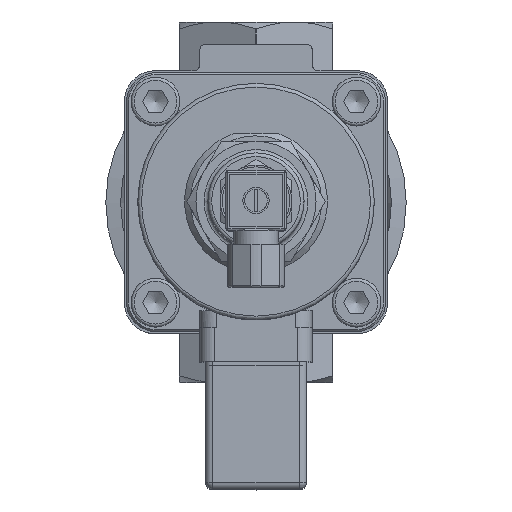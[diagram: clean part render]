
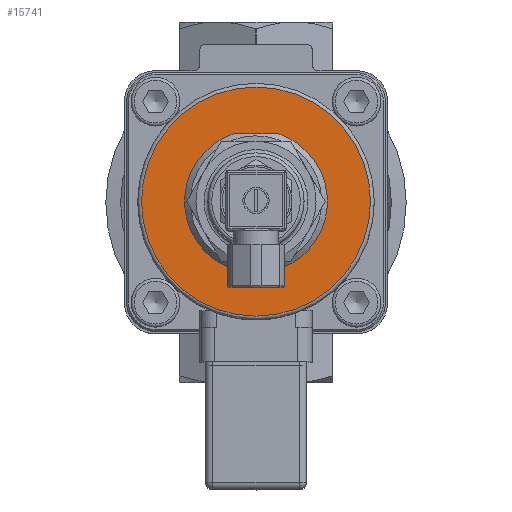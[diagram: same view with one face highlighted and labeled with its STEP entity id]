
A CAD part, top view. The second image highlights one B-rep face of the part: STEP entity #15741.
In plain terms, the highlighted planar face has unit normal (0, 0, 1).
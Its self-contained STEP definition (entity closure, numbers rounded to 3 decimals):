
#1758=FACE_BOUND('',#3001,.T.);
#2028=FACE_OUTER_BOUND('',#3000,.T.);
#3000=EDGE_LOOP('',(#11063));
#3001=EDGE_LOOP('',(#11064,#11065,#11066,#11067));
#4132=CIRCLE('',#16748,19.);
#4134=CIRCLE('',#16752,19.);
#4135=CIRCLE('',#16754,30.5);
#4968=LINE('',#24004,#6044);
#4971=LINE('',#24015,#6047);
#6044=VECTOR('',#18486,12.166);
#6047=VECTOR('',#18491,12.166);
#7200=VERTEX_POINT('',#23996);
#7202=VERTEX_POINT('',#24002);
#7204=VERTEX_POINT('',#24007);
#7206=VERTEX_POINT('',#24013);
#7207=VERTEX_POINT('',#24024);
#8709=EDGE_CURVE('',#7200,#7202,#4968,.T.);
#8713=EDGE_CURVE('',#7204,#7206,#4971,.T.);
#8715=EDGE_CURVE('',#7202,#7204,#4132,.T.);
#8717=EDGE_CURVE('',#7206,#7200,#4134,.T.);
#8718=EDGE_CURVE('',#7207,#7207,#4135,.T.);
#11063=ORIENTED_EDGE('',*,*,#8718,.F.);
#11064=ORIENTED_EDGE('',*,*,#8713,.T.);
#11065=ORIENTED_EDGE('',*,*,#8717,.T.);
#11066=ORIENTED_EDGE('',*,*,#8709,.T.);
#11067=ORIENTED_EDGE('',*,*,#8715,.T.);
#15249=PLANE('',#16753);
#15741=ADVANCED_FACE('',(#2028,#1758),#15249,.T.);
#16748=AXIS2_PLACEMENT_3D('',#24018,#18496,#18497);
#16752=AXIS2_PLACEMENT_3D('',#24022,#18504,#18505);
#16753=AXIS2_PLACEMENT_3D('',#24023,#18506,#18507);
#16754=AXIS2_PLACEMENT_3D('',#24025,#18508,#18509);
#18486=DIRECTION('',(-1.,0.,0.));
#18491=DIRECTION('',(1.,0.,0.));
#18496=DIRECTION('center_axis',(0.,0.,
-1.));
#18497=DIRECTION('ref_axis',(1.,0.,0.));
#18504=DIRECTION('center_axis',(0.,0.,
-1.));
#18505=DIRECTION('ref_axis',(1.,0.,0.));
#18506=DIRECTION('center_axis',(0.,0.,
1.));
#18507=DIRECTION('ref_axis',(-1.,0.,0.));
#18508=DIRECTION('center_axis',(0.,0.,
-1.));
#18509=DIRECTION('ref_axis',(0.,-1.,0.));
#23996=CARTESIAN_POINT('',(6.083,-18.,120.35));
#24002=CARTESIAN_POINT('',(-6.083,-18.,120.35));
#24004=CARTESIAN_POINT('',(-9.987,-18.,120.35));
#24007=CARTESIAN_POINT('',(-6.083,18.,120.35));
#24013=CARTESIAN_POINT('',(6.083,18.,120.35));
#24015=CARTESIAN_POINT('',(9.987,18.,120.35));
#24018=CARTESIAN_POINT('Origin',(0.,0.,
120.35));
#24022=CARTESIAN_POINT('Origin',(0.,0.,
120.35));
#24023=CARTESIAN_POINT('Origin',(0.,-22.25,120.35));
#24024=CARTESIAN_POINT('',(0.,-30.5,120.35));
#24025=CARTESIAN_POINT('Origin',(0.,0.,
120.35));
